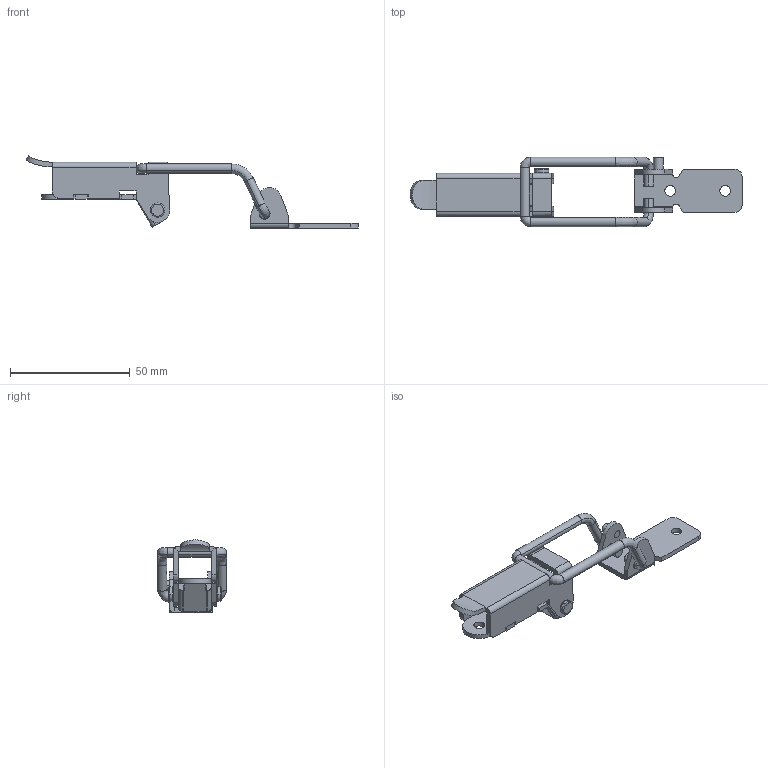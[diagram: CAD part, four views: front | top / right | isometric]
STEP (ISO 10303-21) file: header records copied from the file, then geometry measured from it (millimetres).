
FILE_DESCRIPTION(/* description */ (''),/* implementation_level */ '2;1');
FILE_NAME(/* name */ 'DK521',/* time_stamp */ '2024-11-02T15:45:26+08:00',/* author */ (''),/* organization */ (''),/* preprocessor_version */ 'ST-DEVELOPER v19.2',/* originating_system */ 'Rhino 8.5',/* authorisation */ '');
FILE_SCHEMA (('CONFIG_CONTROL_DESIGN'));
Length unit declared in the file: millimetre
Products named in the file (1): Document
Bounding box: 138.71 x 29 x 30.16 mm (x, y, z)
Volume: 10629.4 mm3; surface area: 12308.4 mm2
Topology: 6 solids, 6 shells, 217 faces, 556 edges, 352 vertices
Faces by surface type: plane 117, cylinder 79, bspline 21
Entity records: 7596 total; most frequent: CARTESIAN_POINT 3057, ORIENTED_EDGE 1108, EDGE_CURVE 554, DIRECTION 532, AXIS2_PLACEMENT_3D 364, VERTEX_POINT 350, B_SPLINE_CURVE_WITH_KNOTS 306, EDGE_LOOP 242
